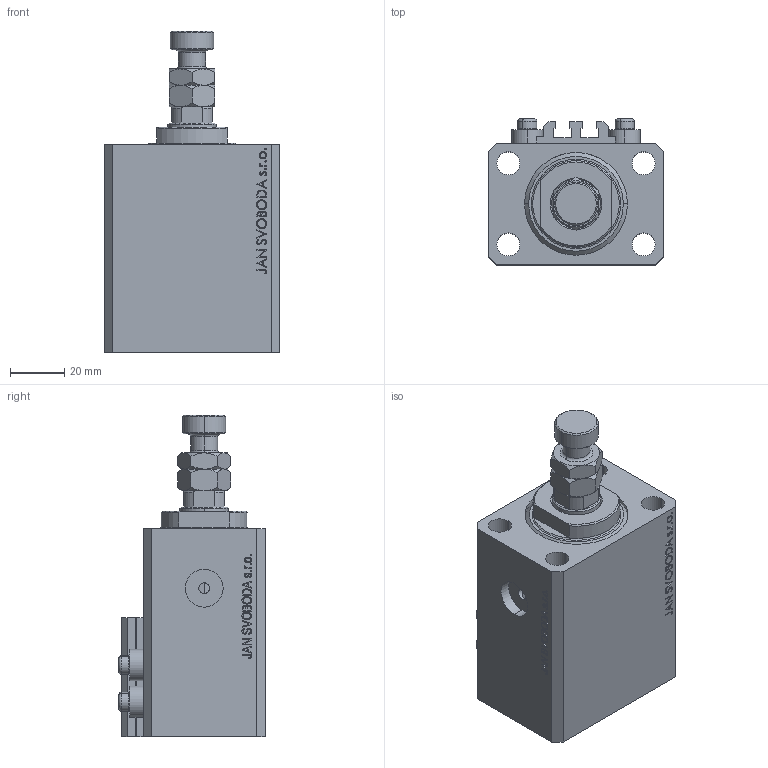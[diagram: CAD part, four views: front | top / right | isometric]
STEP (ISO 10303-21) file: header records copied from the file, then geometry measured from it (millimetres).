
FILE_DESCRIPTION (( 'STEP AP203' ), '1' );
FILE_NAME ('3f2e.STEP', '2024-11-02T20:09:14', ( '' ), ( '' ), 'SwSTEP 2.0', 'SolidWorks 2019', '' );
FILE_SCHEMA (( 'CONFIG_CONTROL_DESIGN' ));
Length unit declared in the file: millimetre
Products named in the file (6): V250CE_VC_C d5b6409f95f47dba6d2d47a04efcf6a6; MFA d5b6409f95f47dba6d2d47a04efcf6a6; 3f2e; V250CE_C_Body d5b6409f95f47dba6d2d47a04efcf6a6; ALLEN BOLT V250CE d5b6409f95f47dba6d2d47a04efcf6a6; V250CE_C_VCP d5b6409f95f47dba6d2d47a04efcf6a6
Assembly tree (8 placements, depth 2):
  3f2e
    V250CE_C_Body d5b6409f95f47dba6d2d47a04efcf6a6
    ALLEN BOLT V250CE d5b6409f95f47dba6d2d47a04efcf6a6  x4
    V250CE_C_VCP d5b6409f95f47dba6d2d47a04efcf6a6
    V250CE_VC_C d5b6409f95f47dba6d2d47a04efcf6a6
    MFA d5b6409f95f47dba6d2d47a04efcf6a6
Bounding box: 65 x 54 x 119 mm (x, y, z)
Volume: 216926.7 mm3; surface area: 59745 mm2
Topology: 9 solids, 9 shells, 1094 faces, 2726 edges, 1769 vertices
Faces by surface type: plane 520, bspline 374, cylinder 96, cone 86, torus 18
Entity records: 49123 total; most frequent: CARTESIAN_POINT 26471, ORIENTED_EDGE 5142, DIRECTION 3271, EDGE_CURVE 2571, VERTEX_POINT 1685, VECTOR 1513, LINE 1513, EDGE_LOOP 1146
